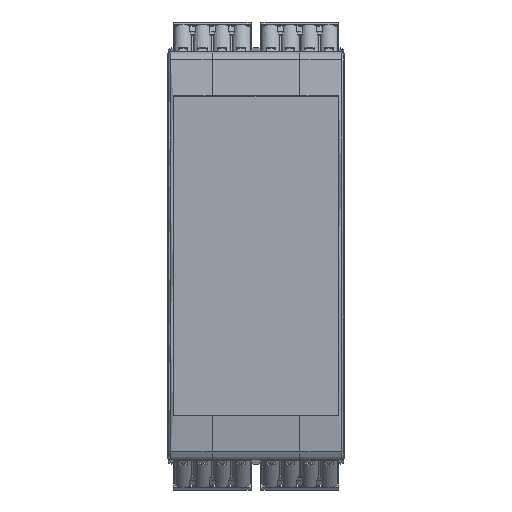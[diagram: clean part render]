
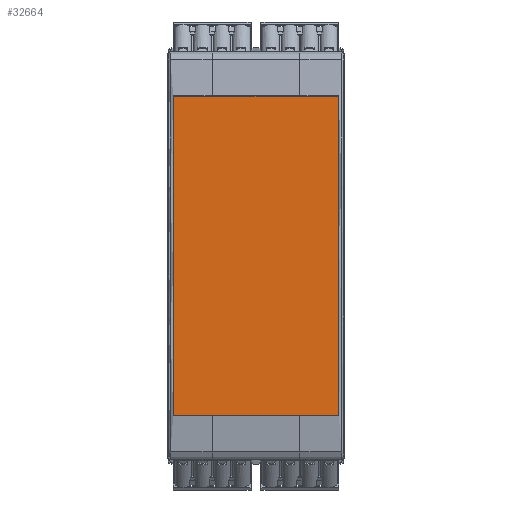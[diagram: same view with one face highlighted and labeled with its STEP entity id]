
A CAD part, top view. The second image highlights one B-rep face of the part: STEP entity #32664.
In plain terms, the highlighted planar face has unit normal (0, 0, 1).
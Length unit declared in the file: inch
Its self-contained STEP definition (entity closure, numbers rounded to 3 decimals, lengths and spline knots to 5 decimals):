
#4922 = CARTESIAN_POINT ( 'NONE',  ( 0., 1.61516, 2.27383 ) ) ;
#7683 = VECTOR ( 'NONE', #219869, 39.37008 ) ;
#13972 = DIRECTION ( 'NONE',  ( 0., 0., 1. ) ) ;
#14145 = DIRECTION ( 'NONE',  ( 0., 0., 1. ) ) ;
#26042 = CARTESIAN_POINT ( 'NONE',  ( 0., -1.61516, 2.27383 ) ) ;
#28263 = ORIENTED_EDGE ( 'NONE', *, *, #114363, .F. ) ;
#28840 = CARTESIAN_POINT ( 'NONE',  ( 0.83268, 1.61122, 2.27383 ) ) ;
#29795 = CARTESIAN_POINT ( 'NONE',  ( -0.83268, 1.61516, 2.27383 ) ) ;
#30880 = CARTESIAN_POINT ( 'NONE',  ( 0.83268, -1.61122, 2.27383 ) ) ;
#32006 = EDGE_CURVE ( 'NONE', #142565, #118552, #69793, .T. ) ;
#32643 = DIRECTION ( 'NONE',  ( -1., 0., 0. ) ) ;
#32664 = ADVANCED_FACE ( 'NONE', ( #212355 ), #57875, .T. ) ;
#47696 = CARTESIAN_POINT ( 'NONE',  ( -0.83661, 1.61122, 2.27383 ) ) ;
#57875 = PLANE ( 'NONE',  #91964 ) ;
#60928 = VERTEX_POINT ( 'NONE', #151033 ) ;
#62247 = DIRECTION ( 'NONE',  ( 0., 0., 1. ) ) ;
#64437 = CARTESIAN_POINT ( 'NONE',  ( 0.83268, -1.61516, 2.27383 ) ) ;
#65143 = CIRCLE ( 'NONE', #187455, 0.00394 ) ;
#65998 = DIRECTION ( 'NONE',  ( -1., 0., 0. ) ) ;
#68674 = ORIENTED_EDGE ( 'NONE', *, *, #192494, .T. ) ;
#69793 = LINE ( 'NONE', #123872, #216725 ) ;
#71360 = LINE ( 'NONE', #158149, #182201 ) ;
#77595 = CARTESIAN_POINT ( 'NONE',  ( 0.83268, 1.61516, 2.27383 ) ) ;
#83457 = VECTOR ( 'NONE', #101881, 39.37008 ) ;
#85515 = EDGE_CURVE ( 'NONE', #89793, #142565, #65143, .T. ) ;
#89793 = VERTEX_POINT ( 'NONE', #29795 ) ;
#91964 = AXIS2_PLACEMENT_3D ( 'NONE', #4922, #144690, #159382 ) ;
#92498 = CIRCLE ( 'NONE', #218558, 0.00394 ) ;
#93816 = VERTEX_POINT ( 'NONE', #119285 ) ;
#99225 = LINE ( 'NONE', #26042, #7683 ) ;
#100758 = CARTESIAN_POINT ( 'NONE',  ( 0.83661, 0.00002, 2.27383 ) ) ;
#101881 = DIRECTION ( 'NONE',  ( 0., 1., 0. ) ) ;
#110092 = ORIENTED_EDGE ( 'NONE', *, *, #189823, .T. ) ;
#114363 = EDGE_CURVE ( 'NONE', #93816, #118552, #141388, .T. ) ;
#116302 = DIRECTION ( 'NONE',  ( 1., 0., 0. ) ) ;
#118552 = VERTEX_POINT ( 'NONE', #207326 ) ;
#119041 = VERTEX_POINT ( 'NONE', #201532 ) ;
#119285 = CARTESIAN_POINT ( 'NONE',  ( -0.83268, -1.61516, 2.27383 ) ) ;
#121638 = DIRECTION ( 'NONE',  ( 0., -1., 0. ) ) ;
#123872 = CARTESIAN_POINT ( 'NONE',  ( -0.83661, 0.80955, 2.27383 ) ) ;
#133224 = CARTESIAN_POINT ( 'NONE',  ( -0.83268, 1.61122, 2.27383 ) ) ;
#141388 = CIRCLE ( 'NONE', #220736, 0.00394 ) ;
#142565 = VERTEX_POINT ( 'NONE', #47696 ) ;
#144690 = DIRECTION ( 'NONE',  ( 0., 0., 1. ) ) ;
#147822 = EDGE_LOOP ( 'NONE', ( #167888, #215583, #28263, #222628, #68674, #168507, #151605, #110092 ) ) ;
#151033 = CARTESIAN_POINT ( 'NONE',  ( 0.83661, -1.61122, 2.27383 ) ) ;
#151605 = ORIENTED_EDGE ( 'NONE', *, *, #155814, .T. ) ;
#155814 = EDGE_CURVE ( 'NONE', #119041, #184522, #186833, .T. ) ;
#158149 = CARTESIAN_POINT ( 'NONE',  ( 0., 1.61516, 2.27383 ) ) ;
#159382 = DIRECTION ( 'NONE',  ( 1., 0., 0. ) ) ;
#160568 = EDGE_CURVE ( 'NONE', #60928, #119041, #201184, .T. ) ;
#167751 = EDGE_CURVE ( 'NONE', #93816, #196990, #99225, .T. ) ;
#167888 = ORIENTED_EDGE ( 'NONE', *, *, #85515, .T. ) ;
#168507 = ORIENTED_EDGE ( 'NONE', *, *, #160568, .T. ) ;
#170210 = CARTESIAN_POINT ( 'NONE',  ( -0.83268, -1.61122, 2.27383 ) ) ;
#171307 = DIRECTION ( 'NONE',  ( 0., 0., -1. ) ) ;
#172856 = DIRECTION ( 'NONE',  ( -1., 0., 0. ) ) ;
#182201 = VECTOR ( 'NONE', #172856, 39.37008 ) ;
#183114 = DIRECTION ( 'NONE',  ( 1., 0., 0. ) ) ;
#184522 = VERTEX_POINT ( 'NONE', #77595 ) ;
#186833 = CIRCLE ( 'NONE', #222890, 0.00394 ) ;
#187455 = AXIS2_PLACEMENT_3D ( 'NONE', #133224, #62247, #116302 ) ;
#189823 = EDGE_CURVE ( 'NONE', #184522, #89793, #71360, .T. ) ;
#192494 = EDGE_CURVE ( 'NONE', #196990, #60928, #92498, .T. ) ;
#196990 = VERTEX_POINT ( 'NONE', #64437 ) ;
#201184 = LINE ( 'NONE', #100758, #83457 ) ;
#201532 = CARTESIAN_POINT ( 'NONE',  ( 0.83661, 1.61122, 2.27383 ) ) ;
#207326 = CARTESIAN_POINT ( 'NONE',  ( -0.83661, -1.61122, 2.27383 ) ) ;
#212355 = FACE_OUTER_BOUND ( 'NONE', #147822, .T. ) ;
#215583 = ORIENTED_EDGE ( 'NONE', *, *, #32006, .T. ) ;
#216725 = VECTOR ( 'NONE', #121638, 39.37008 ) ;
#218558 = AXIS2_PLACEMENT_3D ( 'NONE', #30880, #13972, #183114 ) ;
#219869 = DIRECTION ( 'NONE',  ( 1., 0., 0. ) ) ;
#220736 = AXIS2_PLACEMENT_3D ( 'NONE', #170210, #171307, #32643 ) ;
#222628 = ORIENTED_EDGE ( 'NONE', *, *, #167751, .T. ) ;
#222890 = AXIS2_PLACEMENT_3D ( 'NONE', #28840, #14145, #65998 ) ;
